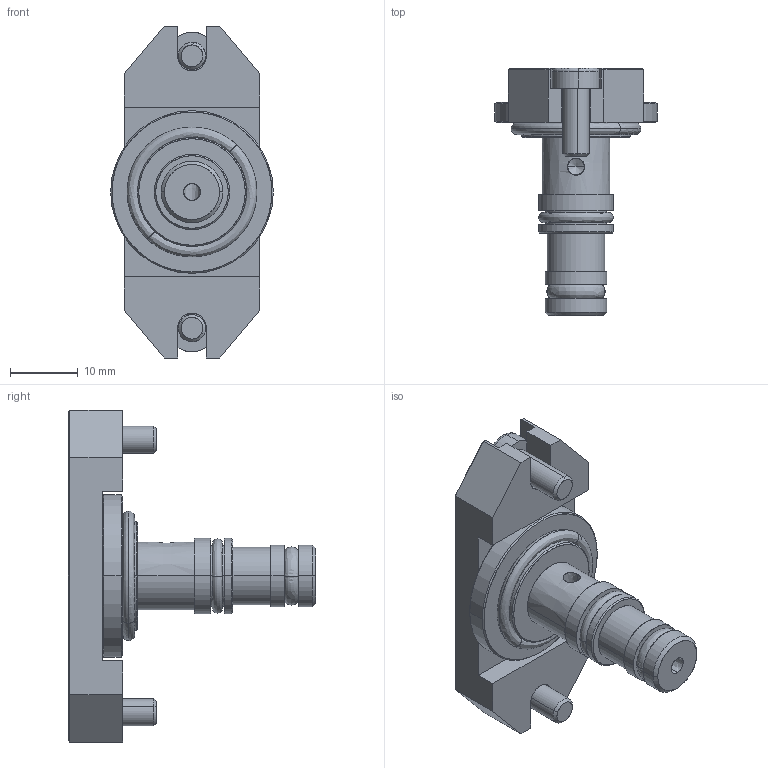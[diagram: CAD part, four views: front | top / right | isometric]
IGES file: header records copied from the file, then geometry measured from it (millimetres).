
Start section: SolidWorks IGES file using analytic representation for surfaces
Global section: file name: RTPP1303250.igs; native system: SolidWorks 2014; preprocessor: SolidWorks 2014; author: serviziopdm; date: 141203.141327; units: millimetre
Bounding box: 24 x 36.5 x 49 mm (x, y, z)
Surface area: 6637.7 mm2 (no closed solid volume)
Topology: 0 solids, 0 shells, 171 faces, 2024 edges, 2016 vertices
Faces by surface type: bspline 94, revolution 77
